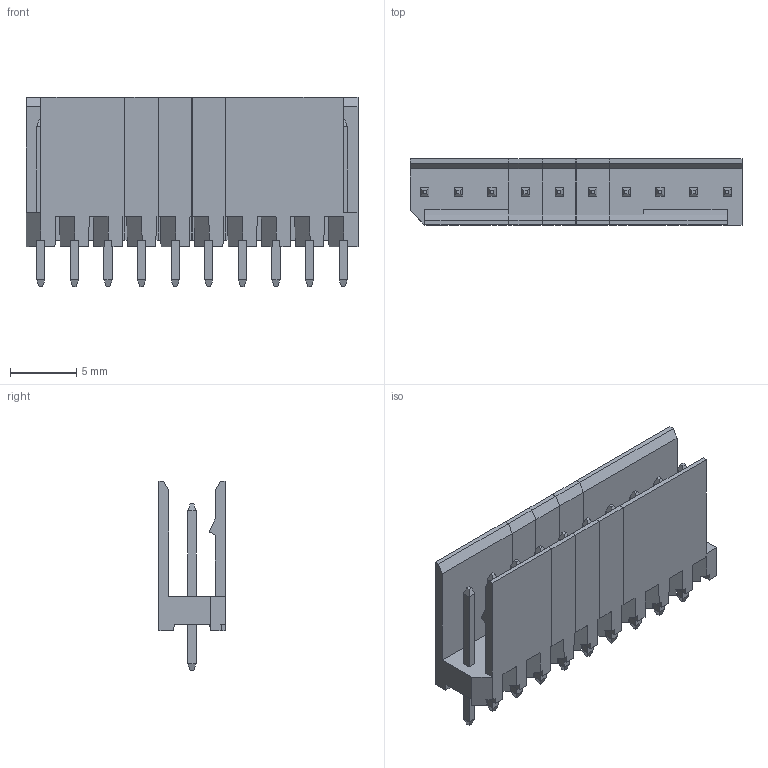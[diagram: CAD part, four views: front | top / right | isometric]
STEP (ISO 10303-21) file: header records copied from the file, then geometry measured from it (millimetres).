
FILE_DESCRIPTION(/* description */ ('Unknown'),/* implementation_level */ '2;1');
FILE_NAME(/* name */ 'J_Wurth_WR-WTB_66101011622',/* time_stamp */ '2025-05-22T09:49:24+08:00',/* author */ ('Unknown'),/* organization */ ('Unknown'),/* preprocessor_version */ 'ST-DEVELOPER v19.4',/* originating_system */ 'Solid Edge',/* authorisation */ 'Unknown');
FILE_SCHEMA (('AUTOMOTIVE_DESIGN {1 0 10303 214 3 1 1}'));
Length unit declared in the file: millimetre
Products named in the file (2): J_Wurth_WR-WTB_66101011622
Assembly tree (1 placements, depth 2):
  J_Wurth_WR-WTB_66101011622
    J_Wurth_WR-WTB_66101011622
Bounding box: 25.1 x 5 x 14.3 mm (x, y, z)
Volume: 596.4 mm3; surface area: 1801.5 mm2
Topology: 5 solids, 5 shells, 488 faces, 1353 edges, 875 vertices
Faces by surface type: plane 486, cylinder 2
Entity records: 18644 total; most frequent: CARTESIAN_POINT 2718, ORIENTED_EDGE 2706, DIRECTION 2337, EDGE_CURVE 1353, LINE 1349, VECTOR 1349, VERTEX_POINT 875, EDGE_LOOP 508
